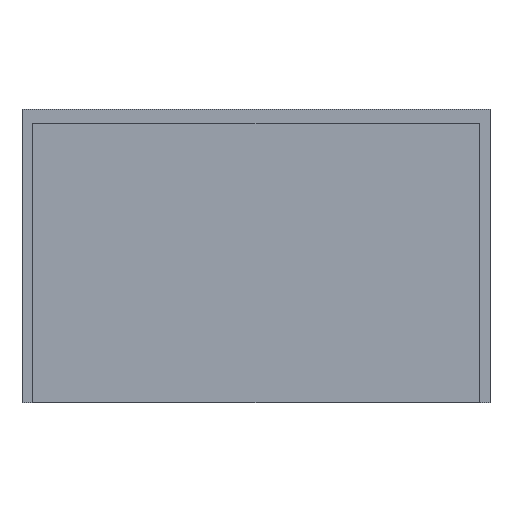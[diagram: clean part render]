
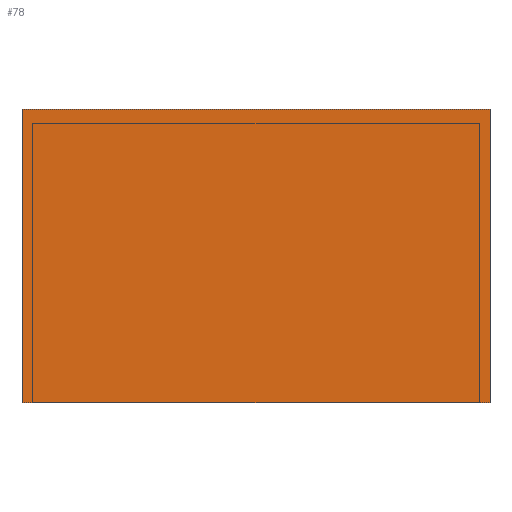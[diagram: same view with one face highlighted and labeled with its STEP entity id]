
A CAD part, front view. The second image highlights one B-rep face of the part: STEP entity #78.
In plain terms, the highlighted planar face has unit normal (0, -1, 0).
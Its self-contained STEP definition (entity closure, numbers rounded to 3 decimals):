
#78 = ADVANCED_FACE( '', ( #138 ), #139, .F. );
#138 = FACE_OUTER_BOUND( '', #188, .T. );
#139 = PLANE( '', #189 );
#188 = EDGE_LOOP( '', ( #226, #227, #228, #229 ) );
#189 = AXIS2_PLACEMENT_3D( '', #230, #231, #232 );
#226 = ORIENTED_EDGE( '', *, *, #323, .F. );
#227 = ORIENTED_EDGE( '', *, *, #324, .F. );
#228 = ORIENTED_EDGE( '', *, *, #325, .F. );
#229 = ORIENTED_EDGE( '', *, *, #326, .F. );
#230 = CARTESIAN_POINT( '', ( 1.6, -500.1, -1.005 ) );
#231 = DIRECTION( '', ( 0., 1., 0. ) );
#232 = DIRECTION( '', ( 0., 0., 1. ) );
#323 = EDGE_CURVE( '', #359, #360, #361, .T. );
#324 = EDGE_CURVE( '', #362, #359, #363, .T. );
#325 = EDGE_CURVE( '', #364, #362, #365, .T. );
#326 = EDGE_CURVE( '', #360, #364, #366, .T. );
#359 = VERTEX_POINT( '', #411 );
#360 = VERTEX_POINT( '', #412 );
#361 = LINE( '', #413, #414 );
#362 = VERTEX_POINT( '', #415 );
#363 = LINE( '', #416, #417 );
#364 = VERTEX_POINT( '', #418 );
#365 = LINE( '', #419, #420 );
#366 = LINE( '', #421, #422 );
#411 = CARTESIAN_POINT( '', ( 1.6, -500.1, 1.005 ) );
#412 = CARTESIAN_POINT( '', ( 1.6, -500.1, -1.005 ) );
#413 = CARTESIAN_POINT( '', ( 1.6, -500.1, 1.005 ) );
#414 = VECTOR( '', #486, 1000. );
#415 = CARTESIAN_POINT( '', ( -1.6, -500.1, 1.005 ) );
#416 = CARTESIAN_POINT( '', ( -1.6, -500.1, 1.005 ) );
#417 = VECTOR( '', #487, 1000. );
#418 = CARTESIAN_POINT( '', ( -1.6, -500.1, -1.005 ) );
#419 = CARTESIAN_POINT( '', ( -1.6, -500.1, -1.005 ) );
#420 = VECTOR( '', #488, 1000. );
#421 = CARTESIAN_POINT( '', ( 1.6, -500.1, -1.005 ) );
#422 = VECTOR( '', #489, 1000. );
#486 = DIRECTION( '', ( 0., 0., -1. ) );
#487 = DIRECTION( '', ( 1., 0., 0. ) );
#488 = DIRECTION( '', ( 0., 0., 1. ) );
#489 = DIRECTION( '', ( -1., 0., 0. ) );
